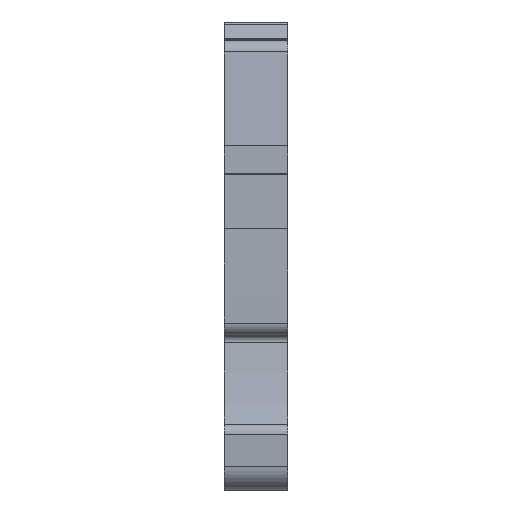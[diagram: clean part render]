
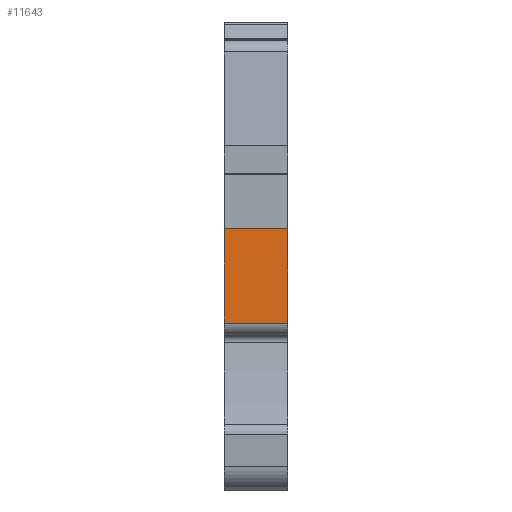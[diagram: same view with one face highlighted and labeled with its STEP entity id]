
A CAD part, front view. The second image highlights one B-rep face of the part: STEP entity #11643.
In plain terms, the highlighted cylindrical face has radius 154.9 mm (diameter 309.8 mm), a partial arc.
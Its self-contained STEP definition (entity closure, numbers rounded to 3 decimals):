
#1803=AXIS2_PLACEMENT_3D('Circle Axis2P3D',#1801,#1802,$) ;
#1810=AXIS2_PLACEMENT_3D('Circle Axis2P3D',#1808,#1809,$) ;
#6228=AXIS2_PLACEMENT_3D('Circle Axis2P3D',#6226,#6227,$) ;
#11634=AXIS2_PLACEMENT_3D('Cylinder Axis2P3D',#11631,#11632,#11633) ;
#1798=CARTESIAN_POINT('Vertex',(5.1,1.538,21.05)) ;
#1801=CARTESIAN_POINT('Axis2P3D Location',(5.1,156.386,17.05)) ;
#1805=CARTESIAN_POINT('Vertex',(5.1,1.528,13.45)) ;
#1808=CARTESIAN_POINT('Axis2P3D Location',(5.1,2.529,13.45)) ;
#1812=CARTESIAN_POINT('Vertex',(5.1,1.529,13.427)) ;
#6223=CARTESIAN_POINT('Vertex',(0.,1.529,13.427)) ;
#6226=CARTESIAN_POINT('Axis2P3D Location',(0.,156.386,17.05)) ;
#6230=CARTESIAN_POINT('Vertex',(0.,1.538,21.05)) ;
#11597=CARTESIAN_POINT('Line Origine',(2.55,1.538,21.05)) ;
#11619=CARTESIAN_POINT('Line Origine',(2.55,1.529,13.427)) ;
#11631=CARTESIAN_POINT('Axis2P3D Location',(2.55,156.386,17.05)) ;
#1802=DIRECTION('Axis2P3D Direction',(1.,0.,0.)) ;
#1809=DIRECTION('Axis2P3D Direction',(1.,0.,0.)) ;
#6227=DIRECTION('Axis2P3D Direction',(1.,0.,0.)) ;
#11598=DIRECTION('Vector Direction',(1.,0.,0.)) ;
#11620=DIRECTION('Vector Direction',(1.,0.,0.)) ;
#11632=DIRECTION('Axis2P3D Direction',(1.,0.,0.)) ;
#11633=DIRECTION('Axis2P3D XDirection',(0.,-0.993,0.118)) ;
#11599=VECTOR('Line Direction',#11598,1.) ;
#11621=VECTOR('Line Direction',#11620,1.) ;
#11637=ORIENTED_EDGE('',*,*,#1814,.F.) ;
#11638=ORIENTED_EDGE('',*,*,#1807,.F.) ;
#11639=ORIENTED_EDGE('',*,*,#11601,.F.) ;
#11640=ORIENTED_EDGE('',*,*,#6232,.T.) ;
#11641=ORIENTED_EDGE('',*,*,#11623,.T.) ;
#11643=ADVANCED_FACE('Hauptk\X2\00F6\X0\rper',(#11642),#11635,.T.) ;
#1804=CIRCLE('generated circle',#1803,154.9) ;
#1811=CIRCLE('generated circle',#1810,1.) ;
#6229=CIRCLE('generated circle',#6228,154.9) ;
#11635=CYLINDRICAL_SURFACE('generated cylinder',#11634,154.9) ;
#1807=EDGE_CURVE('',#1799,#1806,#1804,.T.) ;
#1814=EDGE_CURVE('',#1806,#1813,#1811,.T.) ;
#6232=EDGE_CURVE('',#6231,#6224,#6229,.T.) ;
#11601=EDGE_CURVE('',#6231,#1799,#11600,.T.) ;
#11623=EDGE_CURVE('',#6224,#1813,#11622,.T.) ;
#11636=EDGE_LOOP('',(#11637,#11638,#11639,#11640,#11641)) ;
#11642=FACE_OUTER_BOUND('',#11636,.T.) ;
#11600=LINE('Line',#11597,#11599) ;
#11622=LINE('Line',#11619,#11621) ;
#1799=VERTEX_POINT('',#1798) ;
#1806=VERTEX_POINT('',#1805) ;
#1813=VERTEX_POINT('',#1812) ;
#6224=VERTEX_POINT('',#6223) ;
#6231=VERTEX_POINT('',#6230) ;
